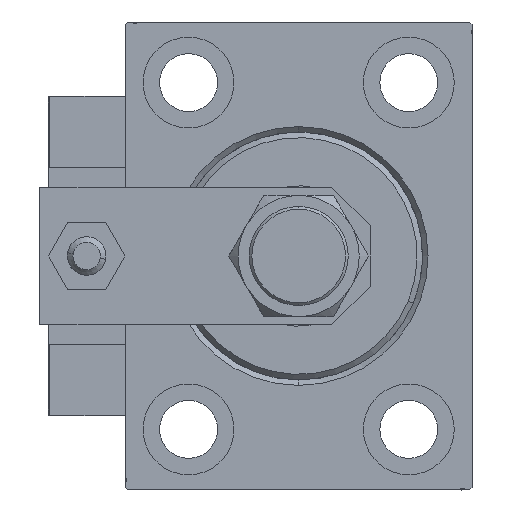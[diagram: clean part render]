
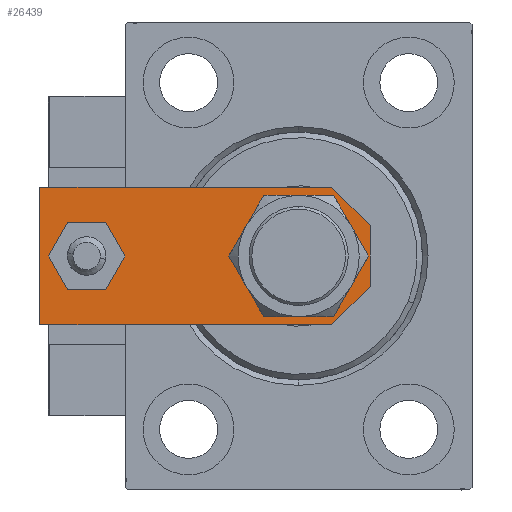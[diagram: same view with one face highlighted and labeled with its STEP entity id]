
A CAD part, left-side view. The second image highlights one B-rep face of the part: STEP entity #26439.
In plain terms, the highlighted face is planar.
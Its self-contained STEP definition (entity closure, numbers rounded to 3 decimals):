
#665 = LINE ( 'NONE', #41624, #29600 ) ;
#687 = ORIENTED_EDGE ( 'NONE', *, *, #11771, .T. ) ;
#1480 = DIRECTION ( 'NONE',  ( 0., 0., 1. ) ) ;
#1532 = EDGE_LOOP ( 'NONE', ( #38370, #15302 ) ) ;
#1843 = EDGE_CURVE ( 'NONE', #16494, #46905, #11630, .T. ) ;
#2878 = DIRECTION ( 'NONE',  ( 0., -1., 0. ) ) ;
#3581 = CARTESIAN_POINT ( 'NONE',  ( -12.5, 0., 6. ) ) ;
#3688 = VERTEX_POINT ( 'NONE', #28289 ) ;
#3783 = DIRECTION ( 'NONE',  ( 1., 0., 0. ) ) ;
#3845 = CARTESIAN_POINT ( 'NONE',  ( -2.75, -2.75, 6. ) ) ;
#3875 = CARTESIAN_POINT ( 'NONE',  ( 12.5, 0., 6. ) ) ;
#4088 = CIRCLE ( 'NONE', #27000, 4. ) ;
#4175 = DIRECTION ( 'NONE',  ( 1., 0., 0. ) ) ;
#4353 = EDGE_CURVE ( 'NONE', #47873, #4690, #24294, .T. ) ;
#4392 = CARTESIAN_POINT ( 'NONE',  ( 12.5, 60., 6. ) ) ;
#4553 = EDGE_CURVE ( 'NONE', #3688, #44004, #23580, .T. ) ;
#4690 = VERTEX_POINT ( 'NONE', #9053 ) ;
#5392 = AXIS2_PLACEMENT_3D ( 'NONE', #45656, #32358, #45126 ) ;
#5478 = FACE_OUTER_BOUND ( 'NONE', #43022, .T. ) ;
#6828 = ORIENTED_EDGE ( 'NONE', *, *, #4353, .T. ) ;
#6971 = CARTESIAN_POINT ( 'NONE',  ( 0., 51.5, 6. ) ) ;
#7030 = DIRECTION ( 'NONE',  ( 0.707, -0.707, 0. ) ) ;
#7604 = ORIENTED_EDGE ( 'NONE', *, *, #34435, .T. ) ;
#7756 = VECTOR ( 'NONE', #23252, 1000. ) ;
#8405 = CARTESIAN_POINT ( 'NONE',  ( 0., 51.5, 6. ) ) ;
#9053 = CARTESIAN_POINT ( 'NONE',  ( -5.5, 0., 6. ) ) ;
#9162 = AXIS2_PLACEMENT_3D ( 'NONE', #6971, #23971, #3783 ) ;
#9648 = CARTESIAN_POINT ( 'NONE',  ( -12.5, 7., 6. ) ) ;
#10082 = VERTEX_POINT ( 'NONE', #43527 ) ;
#11135 = EDGE_LOOP ( 'NONE', ( #18617, #13507 ) ) ;
#11630 = CIRCLE ( 'NONE', #51610, 8.25 ) ;
#11771 = EDGE_CURVE ( 'NONE', #4690, #10082, #48539, .T. ) ;
#13103 = VERTEX_POINT ( 'NONE', #18910 ) ;
#13507 = ORIENTED_EDGE ( 'NONE', *, *, #4553, .F. ) ;
#15302 = ORIENTED_EDGE ( 'NONE', *, *, #20514, .F. ) ;
#16033 = CARTESIAN_POINT ( 'NONE',  ( 8.25, 13., 6. ) ) ;
#16396 = DIRECTION ( 'NONE',  ( 0., 0., 1. ) ) ;
#16494 = VERTEX_POINT ( 'NONE', #46224 ) ;
#17209 = VERTEX_POINT ( 'NONE', #44226 ) ;
#17693 = FACE_BOUND ( 'NONE', #11135, .T. ) ;
#18617 = ORIENTED_EDGE ( 'NONE', *, *, #31668, .F. ) ;
#18849 = CARTESIAN_POINT ( 'NONE',  ( 12.5, 7., 6. ) ) ;
#18910 = CARTESIAN_POINT ( 'NONE',  ( 12.5, 60., 6. ) ) ;
#20514 = EDGE_CURVE ( 'NONE', #46905, #16494, #28300, .T. ) ;
#21681 = CARTESIAN_POINT ( 'NONE',  ( 0., 0., 6. ) ) ;
#22021 = LINE ( 'NONE', #26798, #43043 ) ;
#22794 = VECTOR ( 'NONE', #36313, 1000. ) ;
#23252 = DIRECTION ( 'NONE',  ( 1., 0., 0. ) ) ;
#23580 = CIRCLE ( 'NONE', #9162, 4. ) ;
#23971 = DIRECTION ( 'NONE',  ( 0., 0., 1. ) ) ;
#24294 = LINE ( 'NONE', #3845, #34659 ) ;
#25401 = DIRECTION ( 'NONE',  ( 1., 0., 0. ) ) ;
#25890 = LINE ( 'NONE', #4392, #50881 ) ;
#25928 = FACE_BOUND ( 'NONE', #1532, .T. ) ;
#26439 = ADVANCED_FACE ( 'NONE', ( #17693, #5478, #25928 ), #29941, .T. ) ;
#26798 = CARTESIAN_POINT ( 'NONE',  ( -12.5, 60., 6. ) ) ;
#27000 = AXIS2_PLACEMENT_3D ( 'NONE', #8405, #16396, #4175 ) ;
#28058 = LINE ( 'NONE', #3875, #22794 ) ;
#28289 = CARTESIAN_POINT ( 'NONE',  ( 4., 51.5, 6. ) ) ;
#28300 = CIRCLE ( 'NONE', #5392, 8.25 ) ;
#28633 = CARTESIAN_POINT ( 'NONE',  ( 0., 13., 6. ) ) ;
#28799 = EDGE_CURVE ( 'NONE', #17209, #47873, #22021, .T. ) ;
#29053 = CARTESIAN_POINT ( 'NONE',  ( -4., 51.5, 6. ) ) ;
#29600 = VECTOR ( 'NONE', #46405, 1000. ) ;
#29675 = VERTEX_POINT ( 'NONE', #18849 ) ;
#29699 = DIRECTION ( 'NONE',  ( 0., 0., 1. ) ) ;
#29941 = PLANE ( 'NONE',  #37121 ) ;
#31668 = EDGE_CURVE ( 'NONE', #44004, #3688, #4088, .T. ) ;
#32358 = DIRECTION ( 'NONE',  ( 0., 0., 1. ) ) ;
#33659 = EDGE_CURVE ( 'NONE', #29675, #13103, #28058, .T. ) ;
#33675 = EDGE_CURVE ( 'NONE', #10082, #29675, #665, .T. ) ;
#34435 = EDGE_CURVE ( 'NONE', #13103, #17209, #25890, .T. ) ;
#34659 = VECTOR ( 'NONE', #7030, 1000. ) ;
#36313 = DIRECTION ( 'NONE',  ( 0., 1., 0. ) ) ;
#37093 = DIRECTION ( 'NONE',  ( -1., 0., 0. ) ) ;
#37113 = ORIENTED_EDGE ( 'NONE', *, *, #33675, .T. ) ;
#37121 = AXIS2_PLACEMENT_3D ( 'NONE', #21681, #1480, #25401 ) ;
#38370 = ORIENTED_EDGE ( 'NONE', *, *, #1843, .F. ) ;
#38508 = ORIENTED_EDGE ( 'NONE', *, *, #28799, .T. ) ;
#41624 = CARTESIAN_POINT ( 'NONE',  ( 2.75, -2.75, 6. ) ) ;
#43022 = EDGE_LOOP ( 'NONE', ( #38508, #6828, #687, #37113, #47412, #7604 ) ) ;
#43043 = VECTOR ( 'NONE', #2878, 1000. ) ;
#43527 = CARTESIAN_POINT ( 'NONE',  ( 5.5, 0., 6. ) ) ;
#44004 = VERTEX_POINT ( 'NONE', #29053 ) ;
#44226 = CARTESIAN_POINT ( 'NONE',  ( -12.5, 60., 6. ) ) ;
#45126 = DIRECTION ( 'NONE',  ( 1., 0., 0. ) ) ;
#45407 = DIRECTION ( 'NONE',  ( 1., 0., 0. ) ) ;
#45656 = CARTESIAN_POINT ( 'NONE',  ( 0., 13., 6. ) ) ;
#46224 = CARTESIAN_POINT ( 'NONE',  ( -8.25, 13., 6. ) ) ;
#46405 = DIRECTION ( 'NONE',  ( 0.707, 0.707, 0. ) ) ;
#46905 = VERTEX_POINT ( 'NONE', #16033 ) ;
#47412 = ORIENTED_EDGE ( 'NONE', *, *, #33659, .T. ) ;
#47873 = VERTEX_POINT ( 'NONE', #9648 ) ;
#48539 = LINE ( 'NONE', #3581, #7756 ) ;
#50881 = VECTOR ( 'NONE', #37093, 1000. ) ;
#51610 = AXIS2_PLACEMENT_3D ( 'NONE', #28633, #29699, #45407 ) ;
